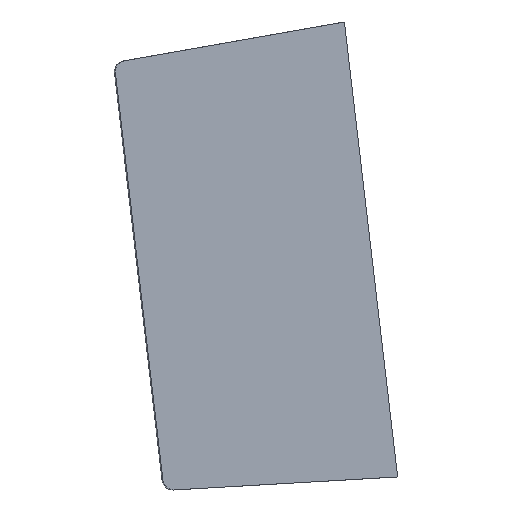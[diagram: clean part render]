
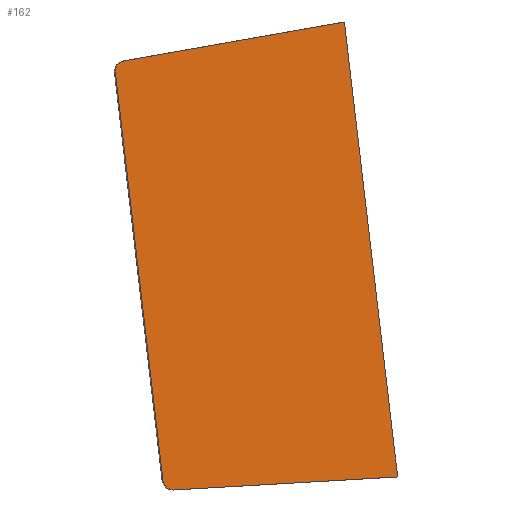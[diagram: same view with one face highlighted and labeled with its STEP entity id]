
A CAD part, top view. The second image highlights one B-rep face of the part: STEP entity #162.
In plain terms, the highlighted planar face has unit normal (0.069, 0.008, 0.998).
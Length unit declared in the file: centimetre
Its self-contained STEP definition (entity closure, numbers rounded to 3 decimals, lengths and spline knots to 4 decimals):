
#162=ADVANCED_FACE('',(#187),#188,.F.);
#187=FACE_OUTER_BOUND('',#216,.T.);
#188=PLANE('',#217);
#216=EDGE_LOOP('',(#295,#296,#297,#298,#299,#300));
#217=AXIS2_PLACEMENT_3D('',#301,#302,#303);
#295=ORIENTED_EDGE('',*,*,#369,.F.);
#296=ORIENTED_EDGE('',*,*,#370,.F.);
#297=ORIENTED_EDGE('',*,*,#367,.T.);
#298=ORIENTED_EDGE('',*,*,#368,.T.);
#299=ORIENTED_EDGE('',*,*,#363,.F.);
#300=ORIENTED_EDGE('',*,*,#371,.F.);
#301=CARTESIAN_POINT('',(1212.672,141.2969,3.923));
#302=DIRECTION('',(-0.069,-0.008,-0.998));
#303=DIRECTION('',(-0.998,0.,0.069));
#363=EDGE_CURVE('',#416,#418,#419,.T.);
#367=EDGE_CURVE('',#421,#423,#425,.T.);
#368=EDGE_CURVE('',#423,#418,#426,.T.);
#369=EDGE_CURVE('',#427,#428,#429,.T.);
#370=EDGE_CURVE('',#421,#427,#430,.T.);
#371=EDGE_CURVE('',#428,#416,#431,.T.);
#416=VERTEX_POINT('',#492);
#418=VERTEX_POINT('',#495);
#419=LINE('',#496,#497);
#421=VERTEX_POINT('',#500);
#423=VERTEX_POINT('',#503);
#425=LINE('',#506,#507);
#426=LINE('',#508,#509);
#427=VERTEX_POINT('',#510);
#428=VERTEX_POINT('',#511);
#429=LINE('',#512,#513);
#430=ELLIPSE('',#514,3.4619,3.4619);
#431=ELLIPSE('',#515,3.4619,3.4619);
#492=CARTESIAN_POINT('',(1207.8699,210.4028,3.6959));
#495=CARTESIAN_POINT('',(1278.4294,222.8443,-1.2973));
#496=CARTESIAN_POINT('',(603.6288,103.8588,46.4557));
#497=VECTOR('',#559,0.001);
#500=CARTESIAN_POINT('',(1223.9363,72.9464,3.6959));
#503=CARTESIAN_POINT('',(1295.463,77.1124,-1.2973));
#506=CARTESIAN_POINT('',(611.3863,37.2695,46.4575));
#507=VECTOR('',#563,0.001);
#508=CARTESIAN_POINT('',(1286.895,150.4165,-1.2973));
#509=VECTOR('',#564,0.001);
#510=CARTESIAN_POINT('',(1220.3039,76.0014,3.923));
#511=CARTESIAN_POINT('',(1205.04,206.5924,3.923));
#512=CARTESIAN_POINT('',(1212.6464,141.516,3.923));
#513=VECTOR('',#565,0.001);
#514=AXIS2_PLACEMENT_3D('',#566,#567,#568);
#515=AXIS2_PLACEMENT_3D('',#569,#570,#571);
#559=DIRECTION('',(0.982,0.173,-0.07));
#563=DIRECTION('',(0.996,0.058,-0.07));
#564=DIRECTION('',(-0.116,0.993,0.));
#565=DIRECTION('',(-0.116,0.993,0.));
#566=CARTESIAN_POINT('',(1223.734,76.4024,3.682));
#567=DIRECTION('',(-0.069,-0.008,-0.998));
#568=DIRECTION('',(0.116,-0.993,0.));
#569=CARTESIAN_POINT('',(1208.4701,206.9933,3.682));
#570=DIRECTION('',(-0.069,-0.008,-0.998));
#571=DIRECTION('',(0.116,-0.993,0.));
